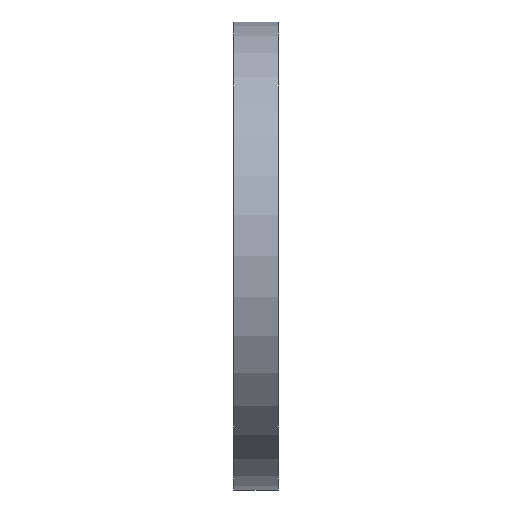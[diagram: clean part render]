
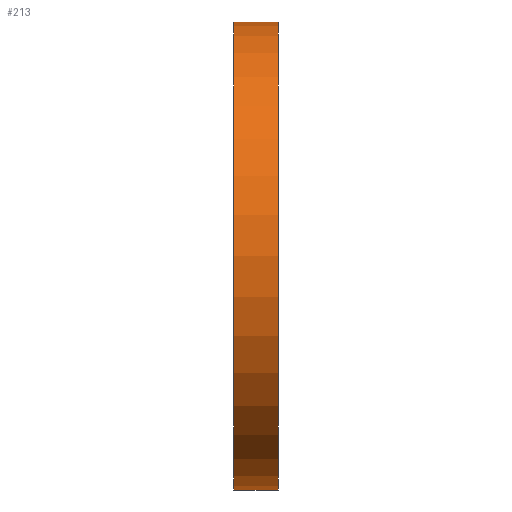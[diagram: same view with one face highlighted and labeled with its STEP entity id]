
A CAD part, front view. The second image highlights one B-rep face of the part: STEP entity #213.
In plain terms, the highlighted cylindrical face has radius 125 mm (diameter 250 mm), a partial arc.
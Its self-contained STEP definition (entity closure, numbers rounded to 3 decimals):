
#181 = EDGE_CURVE( '', #229, #261, #455, .T. );
#199 = EDGE_CURVE( '', #217, #229, #475, .T. );
#213 = ADVANCED_FACE( '', ( #490 ), #491, .T. );
#217 = VERTEX_POINT( '', #495 );
#229 = VERTEX_POINT( '', #508 );
#261 = VERTEX_POINT( '', #542 );
#331 = VERTEX_POINT( '', #628 );
#371 = EDGE_CURVE( '', #261, #331, #672, .T. );
#377 = EDGE_CURVE( '', #331, #217, #678, .T. );
#455 = CIRCLE( '', #758, 125. );
#475 = LINE( '', #785, #786 );
#490 = FACE_OUTER_BOUND( '', #808, .T. );
#491 = CYLINDRICAL_SURFACE( '', #809, 125. );
#495 = CARTESIAN_POINT( '', ( 0., 0., -125. ) );
#508 = CARTESIAN_POINT( '', ( 24., 0., -125. ) );
#542 = CARTESIAN_POINT( '', ( 24., 0., 125. ) );
#628 = CARTESIAN_POINT( '', ( 0., 0., 125. ) );
#672 = LINE( '', #1035, #1036 );
#678 = CIRCLE( '', #1045, 125. );
#758 = AXIS2_PLACEMENT_3D( '', #1126, #1127, #1128 );
#785 = CARTESIAN_POINT( '', ( 0., 0., -125. ) );
#786 = VECTOR( '', #1153, 1. );
#808 = EDGE_LOOP( '', ( #1169, #1170, #1171, #1172 ) );
#809 = AXIS2_PLACEMENT_3D( '', #1173, #1174, #1175 );
#1035 = CARTESIAN_POINT( '', ( 0., 0., 125. ) );
#1036 = VECTOR( '', #1395, 1. );
#1045 = AXIS2_PLACEMENT_3D( '', #1397, #1398, #1399 );
#1126 = CARTESIAN_POINT( '', ( 24., 0., 0. ) );
#1127 = DIRECTION( '', ( -1., 0., 0. ) );
#1128 = DIRECTION( '', ( 0., 0., -1. ) );
#1153 = DIRECTION( '', ( 1., 0., 0. ) );
#1169 = ORIENTED_EDGE( '', *, *, #199, .T. );
#1170 = ORIENTED_EDGE( '', *, *, #181, .T. );
#1171 = ORIENTED_EDGE( '', *, *, #371, .T. );
#1172 = ORIENTED_EDGE( '', *, *, #377, .T. );
#1173 = CARTESIAN_POINT( '', ( 0., 0., 0. ) );
#1174 = DIRECTION( '', ( -1., 0., 0. ) );
#1175 = DIRECTION( '', ( 0., 0., -1. ) );
#1395 = DIRECTION( '', ( -1., 0., 0. ) );
#1397 = CARTESIAN_POINT( '', ( 0., 0., 0. ) );
#1398 = DIRECTION( '', ( 1., 0., 0. ) );
#1399 = DIRECTION( '', ( 0., 0., -1. ) );
